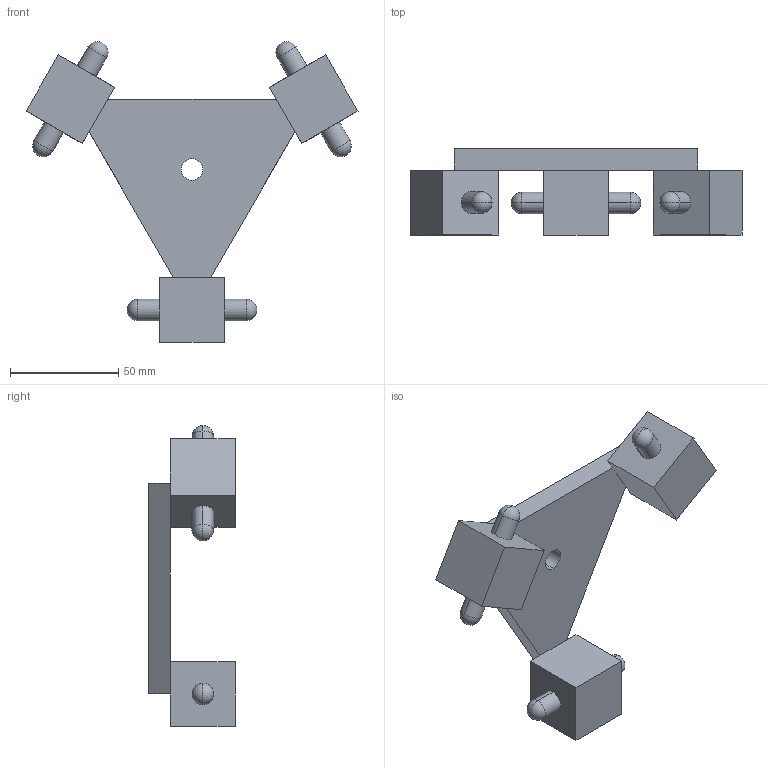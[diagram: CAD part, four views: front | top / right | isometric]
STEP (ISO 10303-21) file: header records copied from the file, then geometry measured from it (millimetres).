
FILE_DESCRIPTION (( 'STEP AP203' ), '1' );
FILE_NAME ('dimian1_Default_sldprt.STEP', '2018-04-29T11:41:13', ( '' ), ( '' ), 'SwSTEP 2.0', 'SolidWorks 2015', '' );
FILE_SCHEMA (( 'CONFIG_CONTROL_DESIGN' ));
Length unit declared in the file: millimetre
Products named in the file (1): dimian1_Default_sldprt
Bounding box: 153.56 x 40 x 139.15 mm (x, y, z)
Volume: 141382.1 mm3; surface area: 32288.2 mm2
Topology: 1 solids, 1 shells, 49 faces, 135 edges, 82 vertices
Faces by surface type: plane 23, cylinder 14, sphere 12
Entity records: 1450 total; most frequent: DIRECTION 251, CARTESIAN_POINT 231, ORIENTED_EDGE 222, EDGE_CURVE 111, AXIS2_PLACEMENT_3D 90, VECTOR 71, LINE 71, VERTEX_POINT 70
